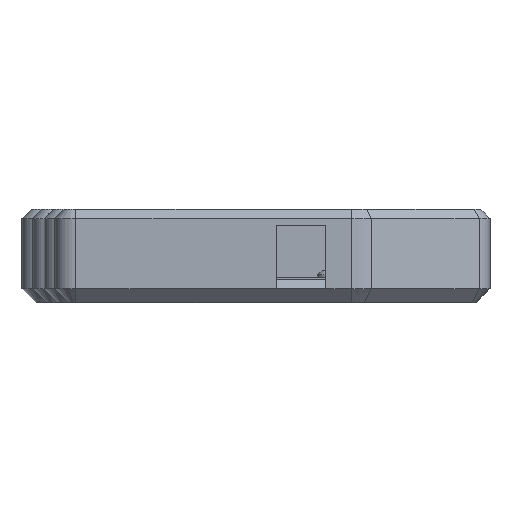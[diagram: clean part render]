
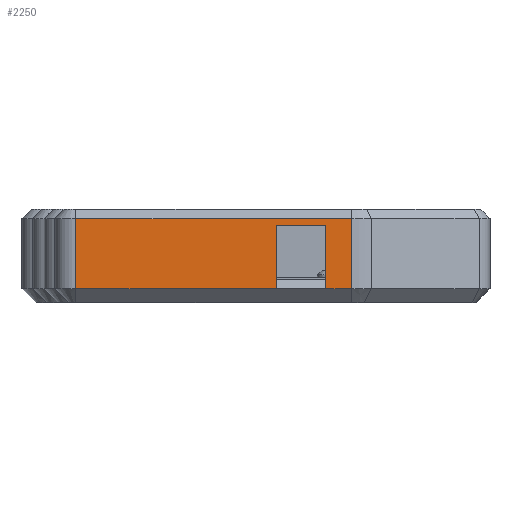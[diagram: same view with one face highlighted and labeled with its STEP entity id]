
A CAD part, left-side view. The second image highlights one B-rep face of the part: STEP entity #2250.
In plain terms, the highlighted planar face has unit normal (-1, 0, 0).
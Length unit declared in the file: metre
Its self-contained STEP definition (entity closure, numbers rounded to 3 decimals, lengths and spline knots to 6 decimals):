
#302=ORIENTED_EDGE('',*,*,#941,.T.);
#303=ORIENTED_EDGE('',*,*,#943,.F.);
#304=ORIENTED_EDGE('',*,*,#944,.F.);
#305=ORIENTED_EDGE('',*,*,#945,.F.);
#306=ORIENTED_EDGE('',*,*,#946,.T.);
#307=ORIENTED_EDGE('',*,*,#947,.T.);
#308=ORIENTED_EDGE('',*,*,#948,.T.);
#309=ORIENTED_EDGE('',*,*,#949,.F.);
#941=EDGE_CURVE('',#1258,#1257,#1447,.T.);
#943=EDGE_CURVE('',#1259,#1257,#1448,.T.);
#944=EDGE_CURVE('',#1260,#1259,#1449,.T.);
#945=EDGE_CURVE('',#1261,#1260,#1450,.T.);
#946=EDGE_CURVE('',#1261,#1262,#1451,.T.);
#947=EDGE_CURVE('',#1262,#1263,#1452,.T.);
#948=EDGE_CURVE('',#1263,#1264,#1453,.T.);
#949=EDGE_CURVE('',#1258,#1264,#1454,.T.);
#1257=VERTEX_POINT('',#3518);
#1258=VERTEX_POINT('',#3520);
#1259=VERTEX_POINT('',#3524);
#1260=VERTEX_POINT('',#3526);
#1261=VERTEX_POINT('',#3528);
#1262=VERTEX_POINT('',#3530);
#1263=VERTEX_POINT('',#3532);
#1264=VERTEX_POINT('',#3534);
#1447=LINE('',#3519,#1658);
#1448=LINE('',#3523,#1659);
#1449=LINE('',#3525,#1660);
#1450=LINE('',#3527,#1661);
#1451=LINE('',#3529,#1662);
#1452=LINE('',#3531,#1663);
#1453=LINE('',#3533,#1664);
#1454=LINE('',#3535,#1665);
#1658=VECTOR('',#2781,1.);
#1659=VECTOR('',#2786,1.);
#1660=VECTOR('',#2787,1.);
#1661=VECTOR('',#2788,1.);
#1662=VECTOR('',#2789,1.);
#1663=VECTOR('',#2790,1.);
#1664=VECTOR('',#2791,1.);
#1665=VECTOR('',#2792,1.);
#1818=EDGE_LOOP('',(#302,#303,#304,#305,#306,#307,#308,#309));
#1995=FACE_BOUND('',#1818,.T.);
#2166=PLANE('',#2437);
#2250=ADVANCED_FACE('',(#1995),#2166,.F.);
#2437=AXIS2_PLACEMENT_3D('',#3522,#2784,#2785);
#2781=DIRECTION('',(0.,0.,1.));
#2784=DIRECTION('',(1.,0.,0.));
#2785=DIRECTION('',(0.,-1.,0.));
#2786=DIRECTION('',(0.,-1.,0.));
#2787=DIRECTION('',(0.,0.,1.));
#2788=DIRECTION('',(0.,1.,0.));
#2789=DIRECTION('',(0.,0.,1.));
#2790=DIRECTION('',(0.,-1.,0.));
#2791=DIRECTION('',(0.,0.,-1.));
#2792=DIRECTION('',(0.,1.,0.));
#3518=CARTESIAN_POINT('',(0.02404,0.10441,-0.002));
#3519=CARTESIAN_POINT('',(0.02404,0.10441,-0.02));
#3520=CARTESIAN_POINT('',(0.02404,0.10441,-0.017));
#3522=CARTESIAN_POINT('',(0.02404,0.13398,-0.016));
#3523=CARTESIAN_POINT('',(0.02404,0.10441,-0.002));
#3524=CARTESIAN_POINT('',(0.02404,0.163458,-0.002));
#3525=CARTESIAN_POINT('',(0.02404,0.163458,-0.016));
#3526=CARTESIAN_POINT('',(0.02404,0.163458,-0.017));
#3527=CARTESIAN_POINT('',(0.02404,0.13398,-0.017));
#3528=CARTESIAN_POINT('',(0.02404,0.120458,-0.017));
#3529=CARTESIAN_POINT('',(0.02404,0.120458,-0.00925));
#3530=CARTESIAN_POINT('',(0.02404,0.120458,-0.0035));
#3531=CARTESIAN_POINT('',(0.02404,0.115208,-0.0035));
#3532=CARTESIAN_POINT('',(0.02404,0.109958,-0.0035));
#3533=CARTESIAN_POINT('',(0.02404,0.109958,-0.00925));
#3534=CARTESIAN_POINT('',(0.02404,0.109958,-0.017));
#3535=CARTESIAN_POINT('',(0.02404,0.13398,-0.017));
